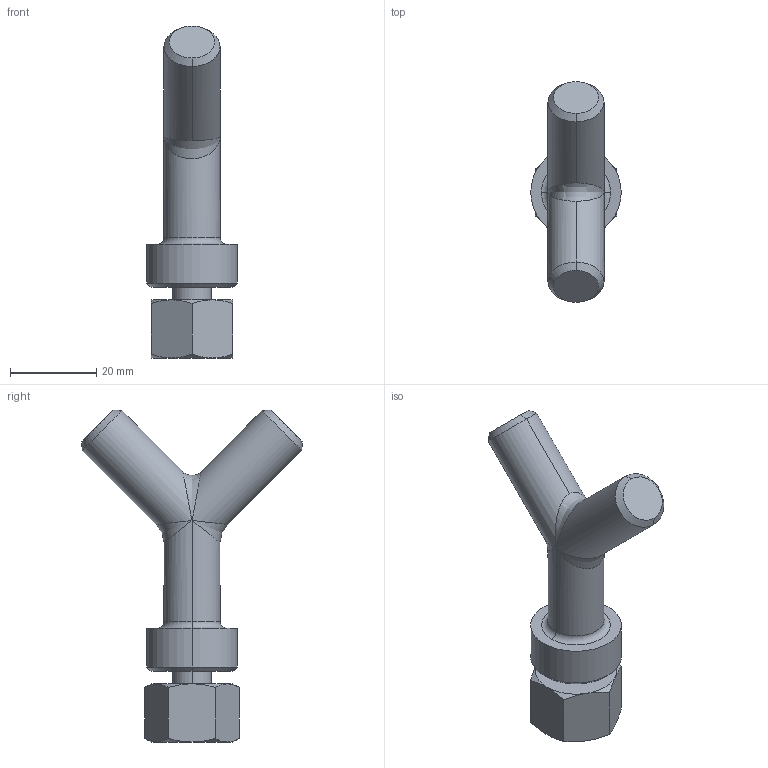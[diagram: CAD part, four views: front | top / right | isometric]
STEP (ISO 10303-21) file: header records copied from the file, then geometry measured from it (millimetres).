
FILE_DESCRIPTION (( 'STEP AP203' ), '1' );
FILE_NAME ('[STEP]TJ-2.STEP', '2024-03-04T07:05:09', ( '' ), ( '' ), 'SwSTEP 2.0', 'SolidWorks 2019', '' );
FILE_SCHEMA (( 'CONFIG_CONTROL_DESIGN' ));
Length unit declared in the file: millimetre
Products named in the file (1): [STEP]TJ-2
Bounding box: 21 x 51.27 x 77.03 mm (x, y, z)
Volume: 18677.9 mm3; surface area: 6022.7 mm2
Topology: 1 solids, 1 shells, 45 faces, 98 edges, 52 vertices
Faces by surface type: cone 18, plane 12, cylinder 10, bspline 3, torus 2
Entity records: 1614 total; most frequent: CARTESIAN_POINT 659, ORIENTED_EDGE 184, DIRECTION 180, EDGE_CURVE 92, AXIS2_PLACEMENT_3D 79, VERTEX_POINT 52, EDGE_LOOP 48, ADVANCED_FACE 45
